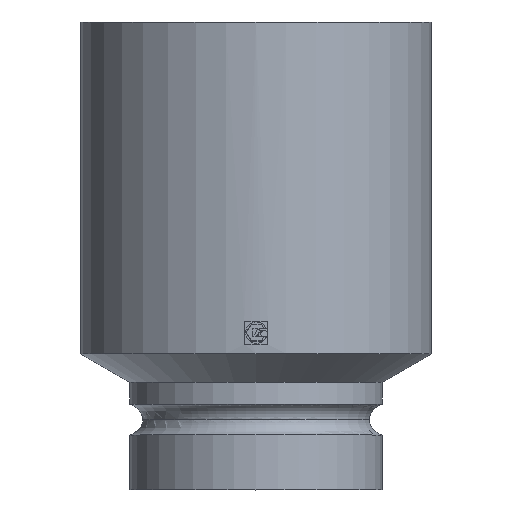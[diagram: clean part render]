
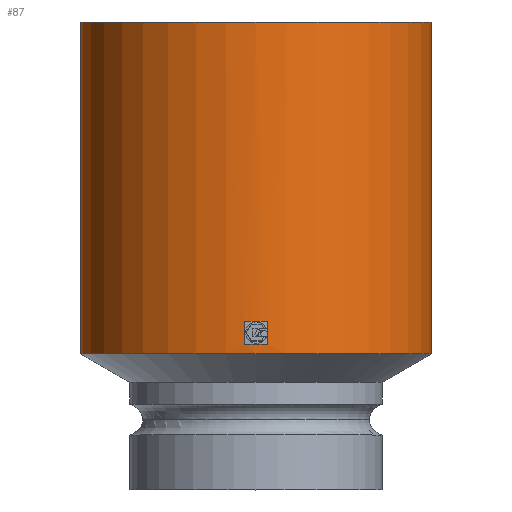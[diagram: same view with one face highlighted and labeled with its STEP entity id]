
A CAD part, top view. The second image highlights one B-rep face of the part: STEP entity #87.
In plain terms, the highlighted cylindrical face has radius 37.5 mm (diameter 75 mm), a partial arc.
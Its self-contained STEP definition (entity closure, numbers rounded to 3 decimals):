
#14 = CIRCLE ( 'NONE', #1599, 37.5 ) ;
#18 = EDGE_CURVE ( 'NONE', #662, #1021, #816, .T. ) ;
#52 = EDGE_LOOP ( 'NONE', ( #509, #358, #1461, #612 ) ) ;
#69 = VERTEX_POINT ( 'NONE', #1625 ) ;
#87 = ADVANCED_FACE ( 'NONE', ( #689, #1081 ), #268, .T. ) ;
#102 = CARTESIAN_POINT ( 'NONE',  ( -37.5, 100., 0. ) ) ;
#135 = VECTOR ( 'NONE', #180, 1000. ) ;
#149 = DIRECTION ( 'NONE',  ( 0., -1., 0. ) ) ;
#171 = CARTESIAN_POINT ( 'NONE',  ( 2.498, 36.038, 37.417 ) ) ;
#180 = DIRECTION ( 'NONE',  ( 0., 1., 0. ) ) ;
#208 = VERTEX_POINT ( 'NONE', #1411 ) ;
#264 = CIRCLE ( 'NONE', #1615, 37.5 ) ;
#268 = CYLINDRICAL_SURFACE ( 'NONE', #486, 37.5 ) ;
#302 = CARTESIAN_POINT ( 'NONE',  ( 37.5, 29.062, 0. ) ) ;
#311 = CARTESIAN_POINT ( 'NONE',  ( 0., 29.062, 0. ) ) ;
#335 = CARTESIAN_POINT ( 'NONE',  ( 37.5, 100., 0. ) ) ;
#356 = CIRCLE ( 'NONE', #580, 37.5 ) ;
#358 = ORIENTED_EDGE ( 'NONE', *, *, #1622, .T. ) ;
#364 = LINE ( 'NONE', #649, #1263 ) ;
#400 = CARTESIAN_POINT ( 'NONE',  ( 0., 2.042, 0. ) ) ;
#410 = DIRECTION ( 'NONE',  ( 1., 0., 0. ) ) ;
#420 = DIRECTION ( 'NONE',  ( 0., -1., 0. ) ) ;
#436 = VECTOR ( 'NONE', #1436, 1000. ) ;
#479 = CARTESIAN_POINT ( 'NONE',  ( 0., 31.062, 0. ) ) ;
#486 = AXIS2_PLACEMENT_3D ( 'NONE', #400, #947, #410 ) ;
#493 = EDGE_LOOP ( 'NONE', ( #759, #893, #1629, #553 ) ) ;
#509 = ORIENTED_EDGE ( 'NONE', *, *, #1754, .T. ) ;
#553 = ORIENTED_EDGE ( 'NONE', *, *, #1137, .T. ) ;
#580 = AXIS2_PLACEMENT_3D ( 'NONE', #879, #420, #1672 ) ;
#612 = ORIENTED_EDGE ( 'NONE', *, *, #18, .F. ) ;
#620 = LINE ( 'NONE', #1712, #135 ) ;
#635 = VERTEX_POINT ( 'NONE', #1153 ) ;
#649 = CARTESIAN_POINT ( 'NONE',  ( -2.498, 36.038, 37.417 ) ) ;
#662 = VERTEX_POINT ( 'NONE', #335 ) ;
#689 = FACE_BOUND ( 'NONE', #493, .T. ) ;
#698 = DIRECTION ( 'NONE',  ( 0., -1., 0. ) ) ;
#759 = ORIENTED_EDGE ( 'NONE', *, *, #1778, .F. ) ;
#802 = CARTESIAN_POINT ( 'NONE',  ( 0., 100., 0. ) ) ;
#816 = LINE ( 'NONE', #1211, #1749 ) ;
#879 = CARTESIAN_POINT ( 'NONE',  ( 0., 36.038, 0. ) ) ;
#889 = CARTESIAN_POINT ( 'NONE',  ( -37.5, 2.042, 0. ) ) ;
#893 = ORIENTED_EDGE ( 'NONE', *, *, #936, .F. ) ;
#920 = DIRECTION ( 'NONE',  ( 0., -1., 0. ) ) ;
#936 = EDGE_CURVE ( 'NONE', #1278, #1706, #356, .T. ) ;
#947 = DIRECTION ( 'NONE',  ( 0., -1., 0. ) ) ;
#992 = DIRECTION ( 'NONE',  ( 1., 0., 0. ) ) ;
#1021 = VERTEX_POINT ( 'NONE', #302 ) ;
#1039 = DIRECTION ( 'NONE',  ( -0.067, 0., 0.998 ) ) ;
#1081 = FACE_OUTER_BOUND ( 'NONE', #52, .T. ) ;
#1137 = EDGE_CURVE ( 'NONE', #208, #635, #1338, .T. ) ;
#1153 = CARTESIAN_POINT ( 'NONE',  ( -2.498, 31.062, 37.417 ) ) ;
#1172 = LINE ( 'NONE', #889, #436 ) ;
#1191 = DIRECTION ( 'NONE',  ( 0., -1., 0. ) ) ;
#1211 = CARTESIAN_POINT ( 'NONE',  ( 37.5, 2.042, 0. ) ) ;
#1263 = VECTOR ( 'NONE', #1191, 1000. ) ;
#1278 = VERTEX_POINT ( 'NONE', #171 ) ;
#1336 = EDGE_CURVE ( 'NONE', #1021, #69, #14, .T. ) ;
#1338 = CIRCLE ( 'NONE', #1559, 37.5 ) ;
#1348 = DIRECTION ( 'NONE',  ( 0., -1., 0. ) ) ;
#1411 = CARTESIAN_POINT ( 'NONE',  ( 2.498, 31.062, 37.417 ) ) ;
#1436 = DIRECTION ( 'NONE',  ( 0., -1., 0. ) ) ;
#1461 = ORIENTED_EDGE ( 'NONE', *, *, #1336, .F. ) ;
#1474 = CARTESIAN_POINT ( 'NONE',  ( -2.498, 36.038, 37.417 ) ) ;
#1537 = EDGE_CURVE ( 'NONE', #208, #1278, #620, .T. ) ;
#1559 = AXIS2_PLACEMENT_3D ( 'NONE', #479, #920, #1039 ) ;
#1599 = AXIS2_PLACEMENT_3D ( 'NONE', #311, #698, #992 ) ;
#1615 = AXIS2_PLACEMENT_3D ( 'NONE', #802, #1348, #1762 ) ;
#1622 = EDGE_CURVE ( 'NONE', #1696, #69, #1172, .T. ) ;
#1625 = CARTESIAN_POINT ( 'NONE',  ( -37.5, 29.062, 0. ) ) ;
#1629 = ORIENTED_EDGE ( 'NONE', *, *, #1537, .F. ) ;
#1672 = DIRECTION ( 'NONE',  ( -0.067, 0., 0.998 ) ) ;
#1696 = VERTEX_POINT ( 'NONE', #102 ) ;
#1706 = VERTEX_POINT ( 'NONE', #1474 ) ;
#1712 = CARTESIAN_POINT ( 'NONE',  ( 2.498, 31.062, 37.417 ) ) ;
#1749 = VECTOR ( 'NONE', #149, 1000. ) ;
#1754 = EDGE_CURVE ( 'NONE', #662, #1696, #264, .T. ) ;
#1762 = DIRECTION ( 'NONE',  ( 1., 0., 0. ) ) ;
#1778 = EDGE_CURVE ( 'NONE', #1706, #635, #364, .T. ) ;
